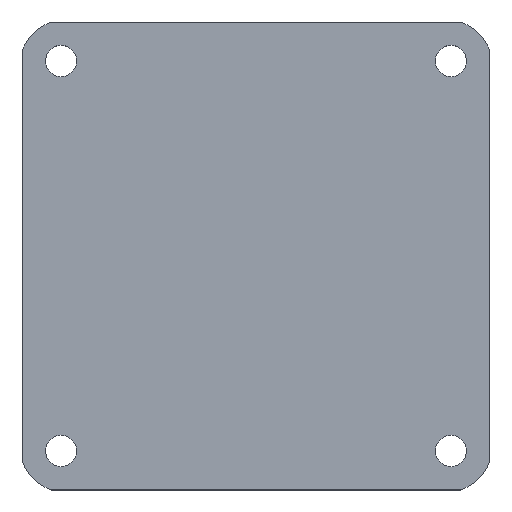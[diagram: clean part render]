
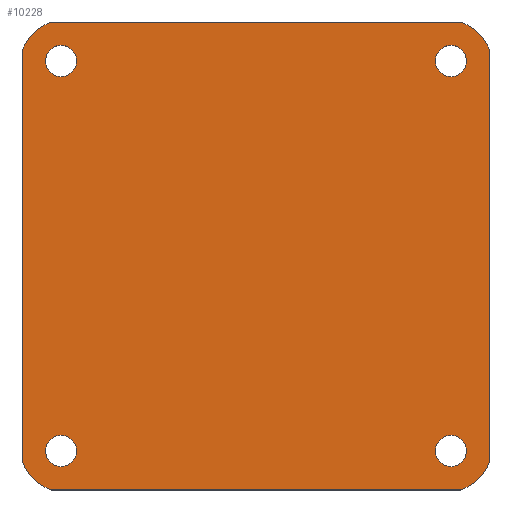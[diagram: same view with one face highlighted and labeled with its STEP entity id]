
A CAD part, top view. The second image highlights one B-rep face of the part: STEP entity #10228.
In plain terms, the highlighted planar face has unit normal (0, 0, 1).
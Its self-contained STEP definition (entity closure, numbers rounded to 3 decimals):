
#1 = CARTESIAN_POINT ( 'NONE',  ( 100., -100., 8. ) ) ;
#42 = ORIENTED_EDGE ( 'NONE', *, *, #9684, .F. ) ;
#114 = CIRCLE ( 'NONE', #7297, 8. ) ;
#130 = EDGE_LOOP ( 'NONE', ( #11324, #3399, #8609, #10831, #12610, #10094, #11424, #3153 ) ) ;
#134 = CIRCLE ( 'NONE', #8561, 8. ) ;
#172 = FACE_BOUND ( 'NONE', #8088, .T. ) ;
#517 = CARTESIAN_POINT ( 'NONE',  ( 108., 100., 8. ) ) ;
#624 = LINE ( 'NONE', #5635, #9414 ) ;
#674 = CARTESIAN_POINT ( 'NONE',  ( -100., 100., 8. ) ) ;
#744 = DIRECTION ( 'NONE',  ( 1., 0., 0. ) ) ;
#866 = CARTESIAN_POINT ( 'NONE',  ( 96.464, 96.464, 8. ) ) ;
#1020 = CARTESIAN_POINT ( 'NONE',  ( -104.895, 120., 8. ) ) ;
#1021 = EDGE_CURVE ( 'NONE', #4155, #9786, #2115, .T. ) ;
#1116 = CARTESIAN_POINT ( 'NONE',  ( 100., -100., 8. ) ) ;
#1147 = CARTESIAN_POINT ( 'NONE',  ( -92., -100., 8. ) ) ;
#1179 = EDGE_CURVE ( 'NONE', #8876, #8707, #9213, .T. ) ;
#1530 = EDGE_CURVE ( 'NONE', #11692, #5430, #10356, .T. ) ;
#1534 = DIRECTION ( 'NONE',  ( 1., 0., 0. ) ) ;
#1553 = CARTESIAN_POINT ( 'NONE',  ( 92., 100., 8. ) ) ;
#1599 = CARTESIAN_POINT ( 'NONE',  ( -100., 100., 8. ) ) ;
#1669 = CARTESIAN_POINT ( 'NONE',  ( 100., 100., 8. ) ) ;
#1677 = VERTEX_POINT ( 'NONE', #5963 ) ;
#1742 = VECTOR ( 'NONE', #2928, 1000. ) ;
#1750 = CIRCLE ( 'NONE', #7728, 25. ) ;
#1786 = VERTEX_POINT ( 'NONE', #8852 ) ;
#2096 = FACE_BOUND ( 'NONE', #7403, .T. ) ;
#2103 = AXIS2_PLACEMENT_3D ( 'NONE', #866, #10660, #4793 ) ;
#2115 = LINE ( 'NONE', #8838, #1742 ) ;
#2292 = CARTESIAN_POINT ( 'NONE',  ( 104.895, 120., 8. ) ) ;
#2420 = DIRECTION ( 'NONE',  ( -1., 0., 0. ) ) ;
#2423 = EDGE_CURVE ( 'NONE', #5430, #11692, #134, .T. ) ;
#2511 = DIRECTION ( 'NONE',  ( 0., 0., 1. ) ) ;
#2532 = EDGE_CURVE ( 'NONE', #1677, #2917, #12628, .T. ) ;
#2622 = CIRCLE ( 'NONE', #4269, 8. ) ;
#2750 = DIRECTION ( 'NONE',  ( -1., 0., 0. ) ) ;
#2864 = EDGE_CURVE ( 'NONE', #9707, #12390, #11131, .T. ) ;
#2917 = VERTEX_POINT ( 'NONE', #4641 ) ;
#2920 = EDGE_LOOP ( 'NONE', ( #6325, #42 ) ) ;
#2928 = DIRECTION ( 'NONE',  ( 0., 1., 0. ) ) ;
#2964 = AXIS2_PLACEMENT_3D ( 'NONE', #7600, #3931, #8065 ) ;
#2976 = FACE_BOUND ( 'NONE', #12291, .T. ) ;
#3039 = CIRCLE ( 'NONE', #10220, 8. ) ;
#3153 = ORIENTED_EDGE ( 'NONE', *, *, #4748, .T. ) ;
#3181 = CIRCLE ( 'NONE', #12569, 25. ) ;
#3270 = CARTESIAN_POINT ( 'NONE',  ( 120., 104.895, 8. ) ) ;
#3399 = ORIENTED_EDGE ( 'NONE', *, *, #5202, .T. ) ;
#3454 = CARTESIAN_POINT ( 'NONE',  ( -96.464, 96.464, 8. ) ) ;
#3675 = DIRECTION ( 'NONE',  ( 1., 0., 0. ) ) ;
#3927 = DIRECTION ( 'NONE',  ( 0., 0., 1. ) ) ;
#3931 = DIRECTION ( 'NONE',  ( 0., 0., 1. ) ) ;
#3952 = CARTESIAN_POINT ( 'NONE',  ( -120., -104.895, 8. ) ) ;
#4090 = ORIENTED_EDGE ( 'NONE', *, *, #7646, .F. ) ;
#4091 = DIRECTION ( 'NONE',  ( 1., 0., 0. ) ) ;
#4108 = CARTESIAN_POINT ( 'NONE',  ( 96.464, -96.464, 8. ) ) ;
#4155 = VERTEX_POINT ( 'NONE', #3952 ) ;
#4172 = VERTEX_POINT ( 'NONE', #1553 ) ;
#4252 = DIRECTION ( 'NONE',  ( 1., 0., 0. ) ) ;
#4269 = AXIS2_PLACEMENT_3D ( 'NONE', #674, #4596, #3675 ) ;
#4596 = DIRECTION ( 'NONE',  ( 0., 0., 1. ) ) ;
#4603 = VECTOR ( 'NONE', #744, 1000. ) ;
#4641 = CARTESIAN_POINT ( 'NONE',  ( 104.895, -120., 8. ) ) ;
#4748 = EDGE_CURVE ( 'NONE', #8507, #8876, #7648, .T. ) ;
#4793 = DIRECTION ( 'NONE',  ( 1., 0., 0. ) ) ;
#4795 = CARTESIAN_POINT ( 'NONE',  ( -120., -120., 8. ) ) ;
#4853 = AXIS2_PLACEMENT_3D ( 'NONE', #10470, #6713, #5625 ) ;
#5051 = DIRECTION ( 'NONE',  ( 0., 0., 1. ) ) ;
#5116 = EDGE_CURVE ( 'NONE', #4155, #1677, #1750, .T. ) ;
#5192 = EDGE_CURVE ( 'NONE', #12390, #9707, #114, .T. ) ;
#5202 = EDGE_CURVE ( 'NONE', #8707, #9786, #3181, .T. ) ;
#5356 = CIRCLE ( 'NONE', #12255, 8. ) ;
#5416 = DIRECTION ( 'NONE',  ( 0., 0., 1. ) ) ;
#5430 = VERTEX_POINT ( 'NONE', #1147 ) ;
#5625 = DIRECTION ( 'NONE',  ( 1., 0., 0. ) ) ;
#5635 = CARTESIAN_POINT ( 'NONE',  ( 120., 120., 8. ) ) ;
#5808 = EDGE_CURVE ( 'NONE', #4172, #8603, #8537, .T. ) ;
#5963 = CARTESIAN_POINT ( 'NONE',  ( -104.895, -120., 8. ) ) ;
#5986 = CARTESIAN_POINT ( 'NONE',  ( -120., 120., 8. ) ) ;
#6048 = FACE_BOUND ( 'NONE', #2920, .T. ) ;
#6325 = ORIENTED_EDGE ( 'NONE', *, *, #5808, .F. ) ;
#6383 = DIRECTION ( 'NONE',  ( 1., 0., 0. ) ) ;
#6507 = CARTESIAN_POINT ( 'NONE',  ( 108., -100., 8. ) ) ;
#6708 = DIRECTION ( 'NONE',  ( 0., 0., 1. ) ) ;
#6713 = DIRECTION ( 'NONE',  ( 0., 0., 1. ) ) ;
#6737 = AXIS2_PLACEMENT_3D ( 'NONE', #4108, #11232, #12181 ) ;
#6847 = ORIENTED_EDGE ( 'NONE', *, *, #5192, .F. ) ;
#6888 = ORIENTED_EDGE ( 'NONE', *, *, #2864, .F. ) ;
#7160 = DIRECTION ( 'NONE',  ( 0., 0., 1. ) ) ;
#7261 = EDGE_CURVE ( 'NONE', #8083, #1786, #2622, .T. ) ;
#7297 = AXIS2_PLACEMENT_3D ( 'NONE', #1, #3927, #4252 ) ;
#7403 = EDGE_LOOP ( 'NONE', ( #12131, #7504 ) ) ;
#7504 = ORIENTED_EDGE ( 'NONE', *, *, #2423, .F. ) ;
#7600 = CARTESIAN_POINT ( 'NONE',  ( 100., 100., 8. ) ) ;
#7646 = EDGE_CURVE ( 'NONE', #1786, #8083, #3039, .T. ) ;
#7648 = CIRCLE ( 'NONE', #2103, 25. ) ;
#7728 = AXIS2_PLACEMENT_3D ( 'NONE', #11538, #6708, #2750 ) ;
#7915 = EDGE_CURVE ( 'NONE', #2917, #9132, #9220, .T. ) ;
#7951 = EDGE_CURVE ( 'NONE', #8507, #9132, #624, .T. ) ;
#8065 = DIRECTION ( 'NONE',  ( 1., 0., 0. ) ) ;
#8083 = VERTEX_POINT ( 'NONE', #11688 ) ;
#8088 = EDGE_LOOP ( 'NONE', ( #4090, #9263 ) ) ;
#8409 = DIRECTION ( 'NONE',  ( 1., 0., 0. ) ) ;
#8507 = VERTEX_POINT ( 'NONE', #3270 ) ;
#8537 = CIRCLE ( 'NONE', #2964, 8. ) ;
#8561 = AXIS2_PLACEMENT_3D ( 'NONE', #9192, #2511, #8409 ) ;
#8603 = VERTEX_POINT ( 'NONE', #517 ) ;
#8609 = ORIENTED_EDGE ( 'NONE', *, *, #1021, .F. ) ;
#8707 = VERTEX_POINT ( 'NONE', #1020 ) ;
#8838 = CARTESIAN_POINT ( 'NONE',  ( -120., -120., 8. ) ) ;
#8852 = CARTESIAN_POINT ( 'NONE',  ( -108., 100., 8. ) ) ;
#8876 = VERTEX_POINT ( 'NONE', #2292 ) ;
#8907 = CARTESIAN_POINT ( 'NONE',  ( -120., 104.895, 8. ) ) ;
#9010 = DIRECTION ( 'NONE',  ( 0., 0., 1. ) ) ;
#9067 = PLANE ( 'NONE',  #10967 ) ;
#9132 = VERTEX_POINT ( 'NONE', #11891 ) ;
#9192 = CARTESIAN_POINT ( 'NONE',  ( -100., -100., 8. ) ) ;
#9213 = LINE ( 'NONE', #11250, #9368 ) ;
#9220 = CIRCLE ( 'NONE', #6737, 25. ) ;
#9263 = ORIENTED_EDGE ( 'NONE', *, *, #7261, .F. ) ;
#9368 = VECTOR ( 'NONE', #11076, 1000. ) ;
#9414 = VECTOR ( 'NONE', #10423, 1000. ) ;
#9517 = DIRECTION ( 'NONE',  ( 0., 0., 1. ) ) ;
#9684 = EDGE_CURVE ( 'NONE', #8603, #4172, #5356, .T. ) ;
#9707 = VERTEX_POINT ( 'NONE', #6507 ) ;
#9786 = VERTEX_POINT ( 'NONE', #8907 ) ;
#9915 = FACE_OUTER_BOUND ( 'NONE', #130, .T. ) ;
#10094 = ORIENTED_EDGE ( 'NONE', *, *, #7915, .T. ) ;
#10220 = AXIS2_PLACEMENT_3D ( 'NONE', #1599, #5416, #6383 ) ;
#10228 = ADVANCED_FACE ( 'NONE', ( #2096, #172, #6048, #2976, #9915 ), #9067, .T. ) ;
#10356 = CIRCLE ( 'NONE', #4853, 8. ) ;
#10423 = DIRECTION ( 'NONE',  ( 0., -1., 0. ) ) ;
#10470 = CARTESIAN_POINT ( 'NONE',  ( -100., -100., 8. ) ) ;
#10660 = DIRECTION ( 'NONE',  ( 0., 0., 1. ) ) ;
#10679 = CARTESIAN_POINT ( 'NONE',  ( -108., -100., 8. ) ) ;
#10826 = CARTESIAN_POINT ( 'NONE',  ( 92., -100., 8. ) ) ;
#10831 = ORIENTED_EDGE ( 'NONE', *, *, #5116, .T. ) ;
#10967 = AXIS2_PLACEMENT_3D ( 'NONE', #5986, #9010, #4091 ) ;
#11076 = DIRECTION ( 'NONE',  ( -1., 0., 0. ) ) ;
#11131 = CIRCLE ( 'NONE', #11942, 8. ) ;
#11232 = DIRECTION ( 'NONE',  ( 0., 0., 1. ) ) ;
#11250 = CARTESIAN_POINT ( 'NONE',  ( 120., 120., 8. ) ) ;
#11318 = DIRECTION ( 'NONE',  ( 1., 0., 0. ) ) ;
#11324 = ORIENTED_EDGE ( 'NONE', *, *, #1179, .T. ) ;
#11424 = ORIENTED_EDGE ( 'NONE', *, *, #7951, .F. ) ;
#11538 = CARTESIAN_POINT ( 'NONE',  ( -96.464, -96.464, 8. ) ) ;
#11688 = CARTESIAN_POINT ( 'NONE',  ( -92., 100., 8. ) ) ;
#11692 = VERTEX_POINT ( 'NONE', #10679 ) ;
#11891 = CARTESIAN_POINT ( 'NONE',  ( 120., -104.895, 8. ) ) ;
#11942 = AXIS2_PLACEMENT_3D ( 'NONE', #1116, #5051, #1534 ) ;
#12131 = ORIENTED_EDGE ( 'NONE', *, *, #1530, .F. ) ;
#12181 = DIRECTION ( 'NONE',  ( 1., 0., 0. ) ) ;
#12255 = AXIS2_PLACEMENT_3D ( 'NONE', #1669, #9517, #11318 ) ;
#12291 = EDGE_LOOP ( 'NONE', ( #6847, #6888 ) ) ;
#12390 = VERTEX_POINT ( 'NONE', #10826 ) ;
#12569 = AXIS2_PLACEMENT_3D ( 'NONE', #3454, #7160, #2420 ) ;
#12610 = ORIENTED_EDGE ( 'NONE', *, *, #2532, .T. ) ;
#12628 = LINE ( 'NONE', #4795, #4603 ) ;
